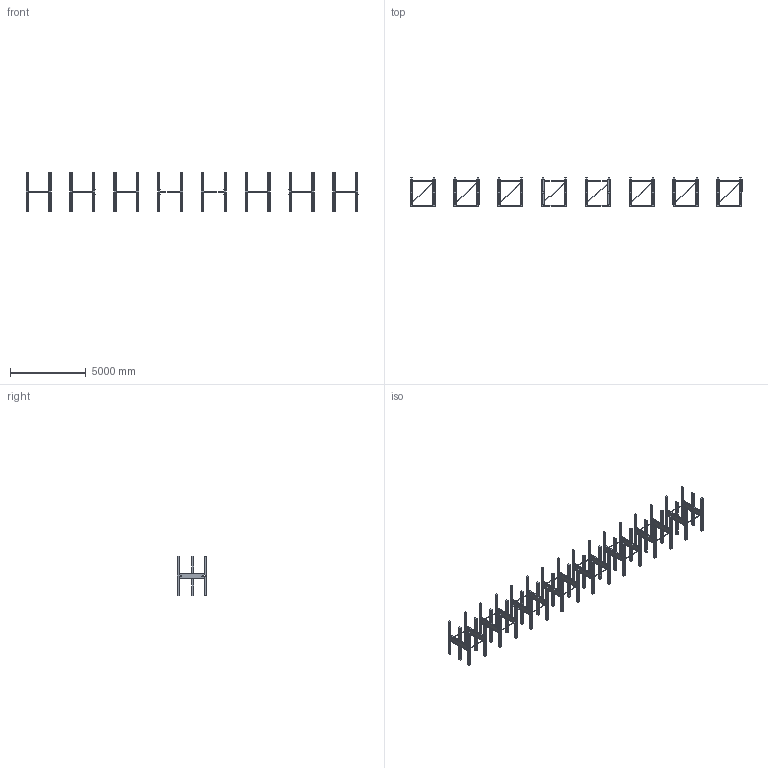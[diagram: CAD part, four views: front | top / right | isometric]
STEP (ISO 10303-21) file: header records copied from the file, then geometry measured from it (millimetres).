
FILE_DESCRIPTION (( 'STEP AP203' ), '1' );
FILE_NAME ('3942-30_REV_.step', '2026-01-12T23:56:47', ( '' ), ( '' ), 'SwSTEP 2.0', 'SolidWorks 2025', '' );
FILE_SCHEMA (( 'CONFIG_CONTROL_DESIGN' ));
Length unit declared in the file: millimetre
Products named in the file (2): Cantleaver 1900 Rack; 3942-30_REV_
Assembly tree (8 placements, depth 2):
  3942-30_REV_
    Cantleaver 1900 Rack  x8
Bounding box: 21971 x 1960 x 2592 mm (x, y, z)
Volume: 446870231.1 mm3; surface area: 160319569.7 mm2
Topology: 200 solids, 200 shells, 2416 faces, 6048 edges, 4032 vertices
Faces by surface type: plane 1552, cylinder 864
Entity records: 9436 total; most frequent: CARTESIAN_POINT 1597, DIRECTION 1582, ORIENTED_EDGE 1512, EDGE_CURVE 756, VECTOR 540, LINE 540, AXIS2_PLACEMENT_3D 521, VERTEX_POINT 504
